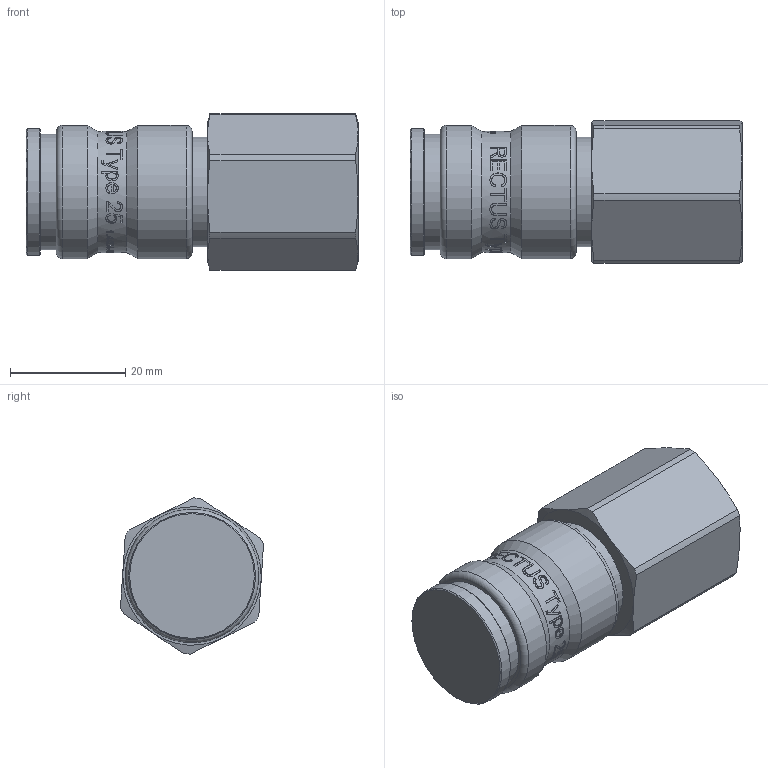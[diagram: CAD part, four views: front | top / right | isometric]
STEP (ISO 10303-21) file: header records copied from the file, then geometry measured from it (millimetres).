
FILE_DESCRIPTION((''),'2;1');
FILE_NAME('25kaiw21evx.stp','2014-05-09T10:25:15',('IA176480'),(''),'Autodesk Inventor 2013','Autodesk Inventor 2013','');
FILE_SCHEMA(('AUTOMOTIVE_DESIGN { 1 0 10303 214 1 1 1 1 }'));
Length unit declared in the file: millimetre
Products named in the file (1): D110479
Bounding box: 57.5 x 24.77 x 27.04 mm (x, y, z)
Volume: 20190.4 mm3; surface area: 9745 mm2
Topology: 2 solids, 3 shells, 610 faces, 1596 edges, 1058 vertices
Faces by surface type: bspline 255, plane 241, cylinder 83, cone 27, torus 4
Full cylindrical faces by diameter (mm): 14.798 x2, 15 x1, 15.1 x1, 15.3 x1, 16 x2, 17.25 x1, 18.631 x1, 18.95 x1, 19.35 x1, 20 x1, 20.05 x1, 21 x1, 22 x1, 23.15 x2
Entity records: 82951 total; most frequent: CARTESIAN_POINT 69545, ORIENTED_EDGE 3098, DIRECTION 1710, EDGE_CURVE 1549, VERTEX_POINT 1048, B_SPLINE_CURVE_WITH_KNOTS 728, EDGE_LOOP 717, FACE_OUTER_BOUND 610
